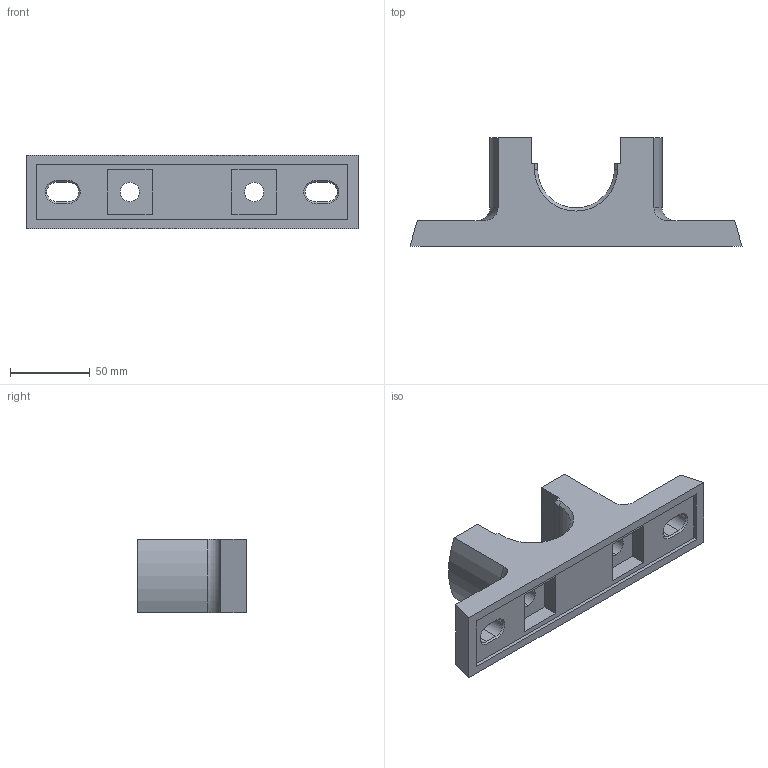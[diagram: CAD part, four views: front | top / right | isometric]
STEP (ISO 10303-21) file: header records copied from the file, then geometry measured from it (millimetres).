
FILE_DESCRIPTION (( 'STEP AP214' ), '1' );
FILE_NAME ('Casting.STEP', '2025-02-04T12:22:01', ( '' ), ( '' ), 'SwSTEP 2.0', 'SolidWorks 2024', '' );
FILE_SCHEMA (( 'AUTOMOTIVE_DESIGN' ));
Length unit declared in the file: millimetre
Products named in the file (1): Casting
Bounding box: 208 x 68 x 46 mm (x, y, z)
Volume: 260932.1 mm3; surface area: 48190.2 mm2
Topology: 1 solids, 1 shells, 72 faces, 178 edges, 112 vertices
Faces by surface type: plane 47, cylinder 13, cone 10, torus 2
Entity records: 2279 total; most frequent: CARTESIAN_POINT 517, ORIENTED_EDGE 356, DIRECTION 354, EDGE_CURVE 178, VECTOR 136, LINE 136, VERTEX_POINT 112, AXIS2_PLACEMENT_3D 109
